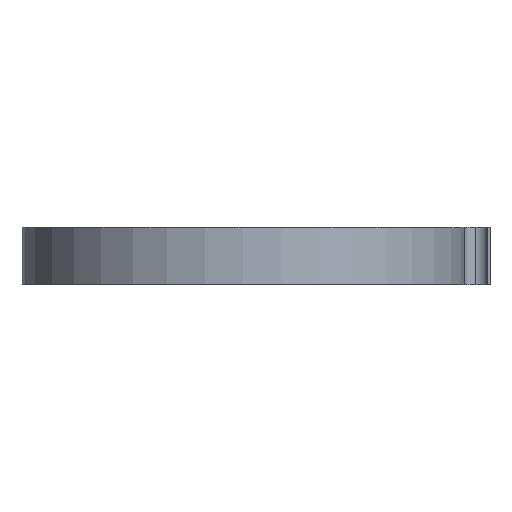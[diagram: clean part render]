
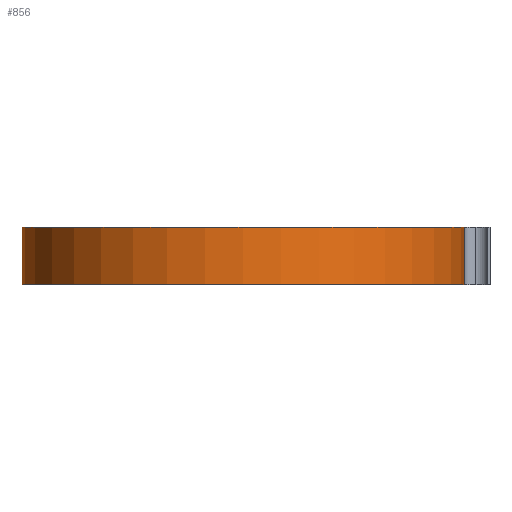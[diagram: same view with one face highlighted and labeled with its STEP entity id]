
A CAD part, top view. The second image highlights one B-rep face of the part: STEP entity #856.
In plain terms, the highlighted cylindrical face has radius 46.499 mm (diameter 92.998 mm), a partial arc.
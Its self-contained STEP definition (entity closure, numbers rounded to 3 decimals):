
#61 = DIRECTION ( 'NONE',  ( 0., -1., 0. ) ) ;
#193 = CARTESIAN_POINT ( 'NONE',  ( 0., 12., 0. ) ) ;
#335 = EDGE_LOOP ( 'NONE', ( #4710, #824, #5140, #4332 ) ) ;
#340 = CIRCLE ( 'NONE', #3286, 46.499 ) ;
#404 = LINE ( 'NONE', #4420, #4768 ) ;
#457 = VECTOR ( 'NONE', #61, 1000. ) ;
#638 = VERTEX_POINT ( 'NONE', #3038 ) ;
#659 = DIRECTION ( 'NONE',  ( 0., 1., 0. ) ) ;
#685 = EDGE_CURVE ( 'NONE', #3932, #638, #340, .T. ) ;
#824 = ORIENTED_EDGE ( 'NONE', *, *, #3657, .F. ) ;
#856 = ADVANCED_FACE ( 'NONE', ( #1684 ), #897, .T. ) ;
#897 = CYLINDRICAL_SURFACE ( 'NONE', #4429, 46.499 ) ;
#1249 = VERTEX_POINT ( 'NONE', #4674 ) ;
#1684 = FACE_OUTER_BOUND ( 'NONE', #335, .T. ) ;
#1712 = DIRECTION ( 'NONE',  ( 0., -1., 0. ) ) ;
#2019 = DIRECTION ( 'NONE',  ( 0., -1., 0. ) ) ;
#2056 = EDGE_CURVE ( 'NONE', #4651, #1249, #3481, .T. ) ;
#2141 = DIRECTION ( 'NONE',  ( 0., 0., -1. ) ) ;
#3038 = CARTESIAN_POINT ( 'NONE',  ( 46.499, 0., 0. ) ) ;
#3286 = AXIS2_PLACEMENT_3D ( 'NONE', #4994, #659, #3857 ) ;
#3472 = DIRECTION ( 'NONE',  ( 0., 1., 0. ) ) ;
#3481 = CIRCLE ( 'NONE', #4153, 46.499 ) ;
#3623 = CARTESIAN_POINT ( 'NONE',  ( -46.499, 12., 0. ) ) ;
#3657 = EDGE_CURVE ( 'NONE', #1249, #638, #4579, .T. ) ;
#3857 = DIRECTION ( 'NONE',  ( 1., 0., 0. ) ) ;
#3932 = VERTEX_POINT ( 'NONE', #4822 ) ;
#3952 = EDGE_CURVE ( 'NONE', #4651, #3932, #404, .T. ) ;
#4153 = AXIS2_PLACEMENT_3D ( 'NONE', #193, #3472, #5089 ) ;
#4332 = ORIENTED_EDGE ( 'NONE', *, *, #3952, .T. ) ;
#4420 = CARTESIAN_POINT ( 'NONE',  ( -46.499, 12., 0. ) ) ;
#4429 = AXIS2_PLACEMENT_3D ( 'NONE', #4912, #1712, #2141 ) ;
#4579 = LINE ( 'NONE', #4903, #457 ) ;
#4651 = VERTEX_POINT ( 'NONE', #3623 ) ;
#4674 = CARTESIAN_POINT ( 'NONE',  ( 46.499, 12., 0. ) ) ;
#4710 = ORIENTED_EDGE ( 'NONE', *, *, #685, .T. ) ;
#4768 = VECTOR ( 'NONE', #2019, 1000. ) ;
#4822 = CARTESIAN_POINT ( 'NONE',  ( -46.499, 0., 0. ) ) ;
#4903 = CARTESIAN_POINT ( 'NONE',  ( 46.499, 12., 0. ) ) ;
#4912 = CARTESIAN_POINT ( 'NONE',  ( 0., 12., 0. ) ) ;
#4994 = CARTESIAN_POINT ( 'NONE',  ( 0., 0., 0. ) ) ;
#5089 = DIRECTION ( 'NONE',  ( 1., 0., 0. ) ) ;
#5140 = ORIENTED_EDGE ( 'NONE', *, *, #2056, .F. ) ;
